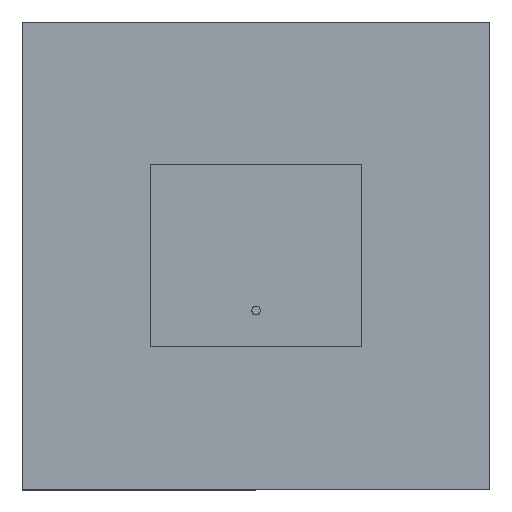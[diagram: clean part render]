
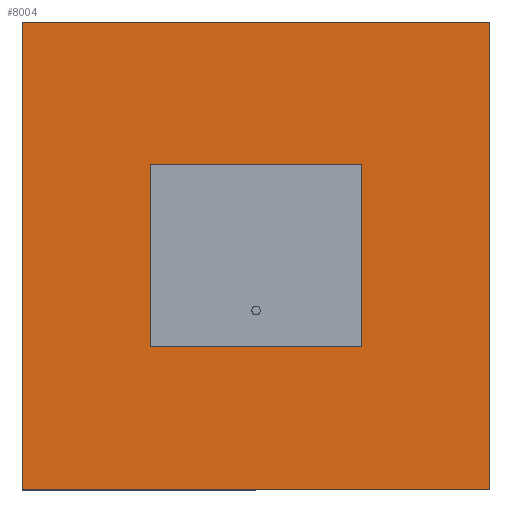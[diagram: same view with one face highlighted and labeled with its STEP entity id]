
A CAD part, top view. The second image highlights one B-rep face of the part: STEP entity #8004.
In plain terms, the highlighted planar face has unit normal (0, 0, 1).
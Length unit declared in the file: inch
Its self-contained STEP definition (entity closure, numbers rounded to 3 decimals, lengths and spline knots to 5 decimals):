
#688 = CARTESIAN_POINT ( 'NONE',  ( -1.72984, 1.35473, 0.21843 ) ) ;
#883 = EDGE_CURVE ( 'NONE', #8377, #3395, #2086, .T. ) ;
#1052 = CARTESIAN_POINT ( 'NONE',  ( -2.03084, 1.69073, 0.21843 ) ) ;
#1249 = DIRECTION ( 'NONE',  ( 1., 0., 0. ) ) ;
#1299 = CARTESIAN_POINT ( 'NONE',  ( -1.23184, 1.35473, 0.21843 ) ) ;
#1415 = ORIENTED_EDGE ( 'NONE', *, *, #1938, .F. ) ;
#1504 = CARTESIAN_POINT ( 'NONE',  ( -0.93084, 0.59073, 0.21843 ) ) ;
#1549 = DIRECTION ( 'NONE',  ( 1., 0., 0. ) ) ;
#1860 = VECTOR ( 'NONE', #1549, 39.37008 ) ;
#1938 = EDGE_CURVE ( 'NONE', #3395, #13468, #7641, .T. ) ;
#2086 = LINE ( 'NONE', #12202, #2647 ) ;
#2396 = CARTESIAN_POINT ( 'NONE',  ( -0.93084, 0.59073, 0.21843 ) ) ;
#2619 = CARTESIAN_POINT ( 'NONE',  ( -2.03084, 0.59073, 0.21843 ) ) ;
#2647 = VECTOR ( 'NONE', #3586, 39.37008 ) ;
#2944 = LINE ( 'NONE', #11290, #5632 ) ;
#3395 = VERTEX_POINT ( 'NONE', #688 ) ;
#3586 = DIRECTION ( 'NONE',  ( -1., 0., 0. ) ) ;
#3730 = DIRECTION ( 'NONE',  ( 1., 0., 0. ) ) ;
#3792 = EDGE_LOOP ( 'NONE', ( #9992, #8684, #7037, #5936 ) ) ;
#3805 = EDGE_CURVE ( 'NONE', #13468, #10359, #11918, .T. ) ;
#3831 = EDGE_CURVE ( 'NONE', #5001, #5462, #3842, .T. ) ;
#3842 = LINE ( 'NONE', #1504, #9560 ) ;
#3844 = EDGE_CURVE ( 'NONE', #8235, #14173, #5995, .T. ) ;
#4716 = CARTESIAN_POINT ( 'NONE',  ( -0.93084, 0.59073, 0.21843 ) ) ;
#5001 = VERTEX_POINT ( 'NONE', #6966 ) ;
#5462 = VERTEX_POINT ( 'NONE', #8390 ) ;
#5568 = DIRECTION ( 'NONE',  ( -1., 0., 0. ) ) ;
#5632 = VECTOR ( 'NONE', #5568, 39.37008 ) ;
#5936 = ORIENTED_EDGE ( 'NONE', *, *, #6822, .T. ) ;
#5995 = LINE ( 'NONE', #2619, #8683 ) ;
#6319 = EDGE_CURVE ( 'NONE', #10359, #8377, #14945, .T. ) ;
#6822 = EDGE_CURVE ( 'NONE', #14173, #5001, #12065, .T. ) ;
#6966 = CARTESIAN_POINT ( 'NONE',  ( -0.93084, 0.59073, 0.21843 ) ) ;
#7037 = ORIENTED_EDGE ( 'NONE', *, *, #3844, .T. ) ;
#7270 = DIRECTION ( 'NONE',  ( 0., 1., 0. ) ) ;
#7321 = ORIENTED_EDGE ( 'NONE', *, *, #883, .F. ) ;
#7641 = LINE ( 'NONE', #11922, #13742 ) ;
#8004 = ADVANCED_FACE ( 'NONE', ( #8932, #10533 ), #8132, .T. ) ;
#8084 = DIRECTION ( 'NONE',  ( 0., 0., 1. ) ) ;
#8132 = PLANE ( 'NONE',  #9060 ) ;
#8187 = EDGE_CURVE ( 'NONE', #5462, #8235, #2944, .T. ) ;
#8235 = VERTEX_POINT ( 'NONE', #1052 ) ;
#8336 = CARTESIAN_POINT ( 'NONE',  ( -1.72984, 0.92673, 0.21843 ) ) ;
#8377 = VERTEX_POINT ( 'NONE', #1299 ) ;
#8390 = CARTESIAN_POINT ( 'NONE',  ( -0.93084, 1.69073, 0.21843 ) ) ;
#8683 = VECTOR ( 'NONE', #10734, 39.37008 ) ;
#8684 = ORIENTED_EDGE ( 'NONE', *, *, #8187, .T. ) ;
#8932 = FACE_OUTER_BOUND ( 'NONE', #3792, .T. ) ;
#9060 = AXIS2_PLACEMENT_3D ( 'NONE', #4716, #8084, #1249 ) ;
#9513 = CARTESIAN_POINT ( 'NONE',  ( -1.23184, 0.92673, 0.21843 ) ) ;
#9560 = VECTOR ( 'NONE', #14217, 39.37008 ) ;
#9599 = CARTESIAN_POINT ( 'NONE',  ( -1.23184, 1.35473, 0.21843 ) ) ;
#9644 = DIRECTION ( 'NONE',  ( 0., -1., 0. ) ) ;
#9992 = ORIENTED_EDGE ( 'NONE', *, *, #3831, .T. ) ;
#10359 = VERTEX_POINT ( 'NONE', #9513 ) ;
#10533 = FACE_BOUND ( 'NONE', #10548, .T. ) ;
#10548 = EDGE_LOOP ( 'NONE', ( #11097, #1415, #7321, #13630 ) ) ;
#10734 = DIRECTION ( 'NONE',  ( 0., -1., 0. ) ) ;
#11097 = ORIENTED_EDGE ( 'NONE', *, *, #3805, .F. ) ;
#11290 = CARTESIAN_POINT ( 'NONE',  ( -0.93084, 1.69073, 0.21843 ) ) ;
#11875 = VECTOR ( 'NONE', #7270, 39.37008 ) ;
#11918 = LINE ( 'NONE', #8336, #1860 ) ;
#11922 = CARTESIAN_POINT ( 'NONE',  ( -1.72984, 1.35473, 0.21843 ) ) ;
#12065 = LINE ( 'NONE', #2396, #14040 ) ;
#12202 = CARTESIAN_POINT ( 'NONE',  ( -1.72984, 1.35473, 0.21843 ) ) ;
#12971 = CARTESIAN_POINT ( 'NONE',  ( -2.03084, 0.59073, 0.21843 ) ) ;
#13391 = CARTESIAN_POINT ( 'NONE',  ( -1.72984, 0.92673, 0.21843 ) ) ;
#13468 = VERTEX_POINT ( 'NONE', #13391 ) ;
#13630 = ORIENTED_EDGE ( 'NONE', *, *, #6319, .F. ) ;
#13742 = VECTOR ( 'NONE', #9644, 39.37008 ) ;
#14040 = VECTOR ( 'NONE', #3730, 39.37008 ) ;
#14173 = VERTEX_POINT ( 'NONE', #12971 ) ;
#14217 = DIRECTION ( 'NONE',  ( 0., 1., 0. ) ) ;
#14945 = LINE ( 'NONE', #9599, #11875 ) ;
